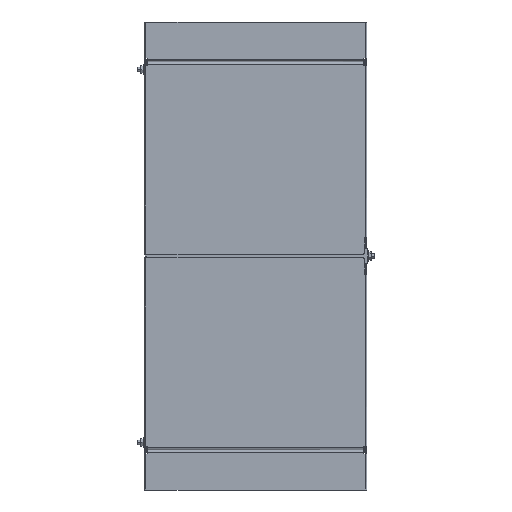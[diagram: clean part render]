
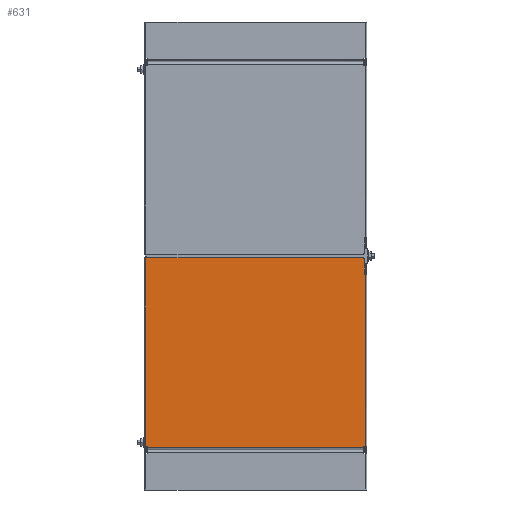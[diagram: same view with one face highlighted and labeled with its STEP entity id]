
A CAD part, front view. The second image highlights one B-rep face of the part: STEP entity #631.
In plain terms, the highlighted planar face has unit normal (0, -1, 0).
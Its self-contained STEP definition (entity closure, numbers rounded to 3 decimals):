
#631=ADVANCED_FACE('',(#1182),#8847,.T.);
#1182=FACE_OUTER_BOUND('',#1758,.T.);
#1758=EDGE_LOOP('',(#4257,#4258,#4259,#4260,#4261,#4262,#4263,#4264,#4265,
#4266,#4267));
#4257=ORIENTED_EDGE('',*,*,#5942,.F.);
#4258=ORIENTED_EDGE('',*,*,#5489,.F.);
#4259=ORIENTED_EDGE('',*,*,#5500,.F.);
#4260=ORIENTED_EDGE('',*,*,#5954,.T.);
#4261=ORIENTED_EDGE('',*,*,#5837,.F.);
#4262=ORIENTED_EDGE('',*,*,#5840,.F.);
#4263=ORIENTED_EDGE('',*,*,#5725,.F.);
#4264=ORIENTED_EDGE('',*,*,#5952,.F.);
#4265=ORIENTED_EDGE('',*,*,#5955,.T.);
#4266=ORIENTED_EDGE('',*,*,#5320,.F.);
#4267=ORIENTED_EDGE('',*,*,#5315,.F.);
#5315=EDGE_CURVE('',#7908,#7897,#7103,.T.);
#5320=EDGE_CURVE('',#7897,#7911,#7106,.T.);
#5489=EDGE_CURVE('',#8005,#8006,#7187,.T.);
#5500=EDGE_CURVE('',#8020,#8005,#7195,.T.);
#5725=EDGE_CURVE('',#8207,#8208,#6534,.T.);
#5837=EDGE_CURVE('',#8300,#8297,#7389,.T.);
#5840=EDGE_CURVE('',#8208,#8300,#7392,.T.);
#5942=EDGE_CURVE('',#8006,#7908,#6663,.T.);
#5952=EDGE_CURVE('',#7927,#8207,#7415,.T.);
#5954=EDGE_CURVE('',#8020,#8297,#6667,.T.);
#5955=EDGE_CURVE('',#7927,#7911,#7417,.T.);
#6534=(
BOUNDED_CURVE()
B_SPLINE_CURVE(2,(#20230,#20231,#20232),.UNSPECIFIED.,.F.,.F.)
B_SPLINE_CURVE_WITH_KNOTS((3,3),(-1.571,0.),.UNSPECIFIED.)
CURVE()
GEOMETRIC_REPRESENTATION_ITEM()
RATIONAL_B_SPLINE_CURVE((1.,0.707,1.))
REPRESENTATION_ITEM('')
);
#6663=(
BOUNDED_CURVE()
B_SPLINE_CURVE(1,(#20776,#20777),.UNSPECIFIED.,.F.,.F.)
B_SPLINE_CURVE_WITH_KNOTS((2,2),(-295.4,0.),.UNSPECIFIED.)
CURVE()
GEOMETRIC_REPRESENTATION_ITEM()
RATIONAL_B_SPLINE_CURVE((1.,1.))
REPRESENTATION_ITEM('')
);
#6667=(
BOUNDED_CURVE()
B_SPLINE_CURVE(1,(#20806,#20807),.UNSPECIFIED.,.F.,.F.)
B_SPLINE_CURVE_WITH_KNOTS((2,2),(0.,235.5),.UNSPECIFIED.)
CURVE()
GEOMETRIC_REPRESENTATION_ITEM()
RATIONAL_B_SPLINE_CURVE((1.,1.))
REPRESENTATION_ITEM('')
);
#7103=B_SPLINE_CURVE_WITH_KNOTS('',1,(#19198,#19199),.UNSPECIFIED.,.F.,
 .F.,(2,2),(0.,1.838),.UNSPECIFIED.);
#7106=B_SPLINE_CURVE_WITH_KNOTS('',1,(#19210,#19211),.UNSPECIFIED.,.F.,
 .F.,(2,2),(0.,2.3),.UNSPECIFIED.);
#7187=B_SPLINE_CURVE_WITH_KNOTS('',1,(#19637,#19638),.UNSPECIFIED.,.F.,
 .F.,(2,2),(0.,1.838),.UNSPECIFIED.);
#7195=B_SPLINE_CURVE_WITH_KNOTS('',1,(#19664,#19665),.UNSPECIFIED.,.F.,
 .F.,(2,2),(0.,2.3),.UNSPECIFIED.);
#7389=B_SPLINE_CURVE_WITH_KNOTS('',1,(#20506,#20507),.UNSPECIFIED.,.F.,
 .F.,(2,2),(0.,1.75),.UNSPECIFIED.);
#7392=B_SPLINE_CURVE_WITH_KNOTS('',1,(#20512,#20513),.UNSPECIFIED.,.F.,
 .F.,(2,2),(0.,21.5),.UNSPECIFIED.);
#7415=B_SPLINE_CURVE_WITH_KNOTS('',1,(#20802,#20803),.UNSPECIFIED.,.F.,
 .F.,(2,2),(-297.25,0.),.UNSPECIFIED.);
#7417=B_SPLINE_CURVE_WITH_KNOTS('',1,(#20808,#20809),.UNSPECIFIED.,.F.,
 .F.,(2,2),(0.,258.),.UNSPECIFIED.);
#7897=VERTEX_POINT('',#18621);
#7908=VERTEX_POINT('',#18632);
#7911=VERTEX_POINT('',#18635);
#7927=VERTEX_POINT('',#18651);
#8005=VERTEX_POINT('',#18729);
#8006=VERTEX_POINT('',#18730);
#8020=VERTEX_POINT('',#18744);
#8207=VERTEX_POINT('',#18931);
#8208=VERTEX_POINT('',#18932);
#8297=VERTEX_POINT('',#19021);
#8300=VERTEX_POINT('',#19024);
#8847=PLANE('',#9159);
#9159=AXIS2_PLACEMENT_3D('',#18516,#9437,$);
#9437=DIRECTION('',(0.,-1.,0.));
#18516=CARTESIAN_POINT('',(-180.001,-1.25,343.485));
#18621=CARTESIAN_POINT('',(-147.7,-1.25,59.5));
#18632=CARTESIAN_POINT('',(-147.7,-1.25,57.662));
#18635=CARTESIAN_POINT('',(-150.,-1.25,59.5));
#18651=CARTESIAN_POINT('',(-150.,-1.25,317.5));
#18729=CARTESIAN_POINT('',(147.7,-1.25,59.5));
#18730=CARTESIAN_POINT('',(147.7,-1.25,57.662));
#18744=CARTESIAN_POINT('',(150.,-1.25,59.5));
#18931=CARTESIAN_POINT('',(147.25,-1.25,317.5));
#18932=CARTESIAN_POINT('',(148.25,-1.25,316.5));
#19021=CARTESIAN_POINT('',(150.,-1.25,295.));
#19024=CARTESIAN_POINT('',(148.25,-1.25,295.));
#19198=CARTESIAN_POINT('',(-147.7,-1.25,57.662));
#19199=CARTESIAN_POINT('',(-147.7,-1.25,59.5));
#19210=CARTESIAN_POINT('',(-147.7,-1.25,59.5));
#19211=CARTESIAN_POINT('',(-150.,-1.25,59.5));
#19637=CARTESIAN_POINT('',(147.7,-1.25,59.5));
#19638=CARTESIAN_POINT('',(147.7,-1.25,57.662));
#19664=CARTESIAN_POINT('',(150.,-1.25,59.5));
#19665=CARTESIAN_POINT('',(147.7,-1.25,59.5));
#20230=CARTESIAN_POINT('',(147.25,-1.25,317.5));
#20231=CARTESIAN_POINT('',(148.25,-1.25,317.5));
#20232=CARTESIAN_POINT('',(148.25,-1.25,316.5));
#20506=CARTESIAN_POINT('',(148.25,-1.25,295.));
#20507=CARTESIAN_POINT('',(150.,-1.25,295.));
#20512=CARTESIAN_POINT('',(148.25,-1.25,316.5));
#20513=CARTESIAN_POINT('',(148.25,-1.25,295.));
#20776=CARTESIAN_POINT('',(147.7,-1.25,57.662));
#20777=CARTESIAN_POINT('',(-147.7,-1.25,57.662));
#20802=CARTESIAN_POINT('',(-150.,-1.25,317.5));
#20803=CARTESIAN_POINT('',(147.25,-1.25,317.5));
#20806=CARTESIAN_POINT('',(150.,-1.25,59.5));
#20807=CARTESIAN_POINT('',(150.,-1.25,295.));
#20808=CARTESIAN_POINT('',(-150.,-1.25,317.5));
#20809=CARTESIAN_POINT('',(-150.,-1.25,59.5));
